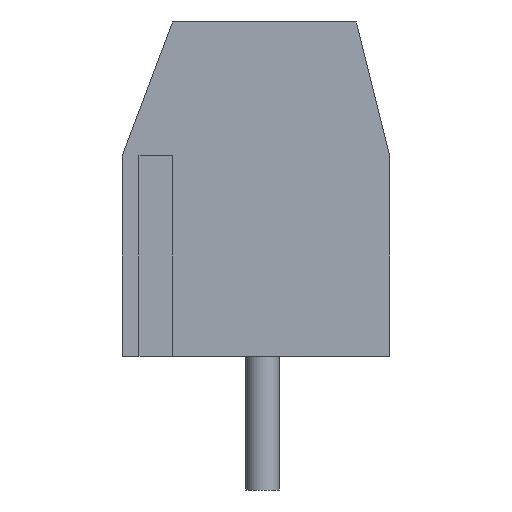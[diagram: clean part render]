
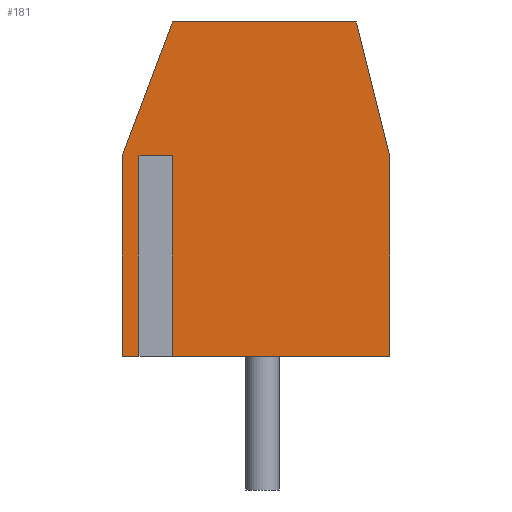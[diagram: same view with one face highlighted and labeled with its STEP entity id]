
A CAD part, left-side view. The second image highlights one B-rep face of the part: STEP entity #181.
In plain terms, the highlighted planar face has unit normal (-1, 0, 0).
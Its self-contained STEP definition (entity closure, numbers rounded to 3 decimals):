
#44 = VERTEX_POINT('',#45);
#45 = CARTESIAN_POINT('',(-2.5,-3.8,0.));
#53 = EDGE_CURVE('',#44,#54,#56,.T.);
#54 = VERTEX_POINT('',#55);
#55 = CARTESIAN_POINT('',(-2.5,-3.8,6.));
#56 = LINE('',#57,#58);
#57 = CARTESIAN_POINT('',(-2.5,-3.8,0.));
#58 = VECTOR('',#59,1.);
#59 = DIRECTION('',(0.,0.,1.));
#181 = ADVANCED_FACE('',(#182),#255,.F.);
#182 = FACE_BOUND('',#183,.F.);
#183 = EDGE_LOOP('',(#184,#194,#202,#210,#218,#224,#225,#233,#241,#249)
  );
#184 = ORIENTED_EDGE('',*,*,#185,.F.);
#185 = EDGE_CURVE('',#186,#188,#190,.T.);
#186 = VERTEX_POINT('',#187);
#187 = CARTESIAN_POINT('',(-2.5,4.2,0.));
#188 = VERTEX_POINT('',#189);
#189 = CARTESIAN_POINT('',(-2.5,3.7,0.));
#190 = LINE('',#191,#192);
#191 = CARTESIAN_POINT('',(-2.5,4.2,0.));
#192 = VECTOR('',#193,1.);
#193 = DIRECTION('',(0.,-1.,0.));
#194 = ORIENTED_EDGE('',*,*,#195,.T.);
#195 = EDGE_CURVE('',#186,#196,#198,.T.);
#196 = VERTEX_POINT('',#197);
#197 = CARTESIAN_POINT('',(-2.5,4.2,6.));
#198 = LINE('',#199,#200);
#199 = CARTESIAN_POINT('',(-2.5,4.2,0.));
#200 = VECTOR('',#201,1.);
#201 = DIRECTION('',(0.,0.,1.));
#202 = ORIENTED_EDGE('',*,*,#203,.F.);
#203 = EDGE_CURVE('',#204,#196,#206,.T.);
#204 = VERTEX_POINT('',#205);
#205 = CARTESIAN_POINT('',(-2.5,2.7,10.));
#206 = LINE('',#207,#208);
#207 = CARTESIAN_POINT('',(-2.5,4.436,5.37));
#208 = VECTOR('',#209,1.);
#209 = DIRECTION('',(0.,0.351,-0.936));
#210 = ORIENTED_EDGE('',*,*,#211,.T.);
#211 = EDGE_CURVE('',#204,#212,#214,.T.);
#212 = VERTEX_POINT('',#213);
#213 = CARTESIAN_POINT('',(-2.5,-2.8,10.));
#214 = LINE('',#215,#216);
#215 = CARTESIAN_POINT('',(-2.5,4.2,10.));
#216 = VECTOR('',#217,1.);
#217 = DIRECTION('',(0.,-1.,0.));
#218 = ORIENTED_EDGE('',*,*,#219,.F.);
#219 = EDGE_CURVE('',#54,#212,#220,.T.);
#220 = LINE('',#221,#222);
#221 = CARTESIAN_POINT('',(-2.5,-4.271,4.118));
#222 = VECTOR('',#223,1.);
#223 = DIRECTION('',(0.,0.243,0.97));
#224 = ORIENTED_EDGE('',*,*,#53,.F.);
#225 = ORIENTED_EDGE('',*,*,#226,.F.);
#226 = EDGE_CURVE('',#227,#44,#229,.T.);
#227 = VERTEX_POINT('',#228);
#228 = CARTESIAN_POINT('',(-2.5,2.7,0.));
#229 = LINE('',#230,#231);
#230 = CARTESIAN_POINT('',(-2.5,4.2,0.));
#231 = VECTOR('',#232,1.);
#232 = DIRECTION('',(0.,-1.,0.));
#233 = ORIENTED_EDGE('',*,*,#234,.T.);
#234 = EDGE_CURVE('',#227,#235,#237,.T.);
#235 = VERTEX_POINT('',#236);
#236 = CARTESIAN_POINT('',(-2.5,2.7,6.));
#237 = LINE('',#238,#239);
#238 = CARTESIAN_POINT('',(-2.5,2.7,0.));
#239 = VECTOR('',#240,1.);
#240 = DIRECTION('',(0.,0.,1.));
#241 = ORIENTED_EDGE('',*,*,#242,.T.);
#242 = EDGE_CURVE('',#235,#243,#245,.T.);
#243 = VERTEX_POINT('',#244);
#244 = CARTESIAN_POINT('',(-2.5,3.7,6.));
#245 = LINE('',#246,#247);
#246 = CARTESIAN_POINT('',(-2.5,2.7,6.));
#247 = VECTOR('',#248,1.);
#248 = DIRECTION('',(0.,1.,0.));
#249 = ORIENTED_EDGE('',*,*,#250,.F.);
#250 = EDGE_CURVE('',#188,#243,#251,.T.);
#251 = LINE('',#252,#253);
#252 = CARTESIAN_POINT('',(-2.5,3.7,0.));
#253 = VECTOR('',#254,1.);
#254 = DIRECTION('',(0.,0.,1.));
#255 = PLANE('',#256);
#256 = AXIS2_PLACEMENT_3D('',#257,#258,#259);
#257 = CARTESIAN_POINT('',(-2.5,4.2,0.));
#258 = DIRECTION('',(1.,0.,0.));
#259 = DIRECTION('',(0.,-1.,0.));
